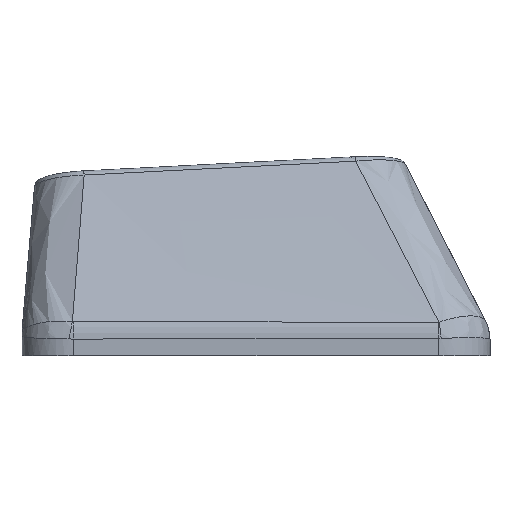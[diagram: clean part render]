
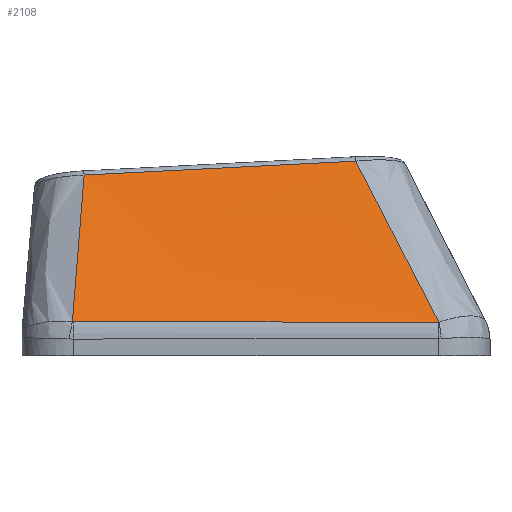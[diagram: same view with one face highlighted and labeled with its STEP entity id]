
A CAD part, left-side view. The second image highlights one B-rep face of the part: STEP entity #2108.
In plain terms, the highlighted free-form (B-spline) face has degree [3, 3] with [4, 4] control points.
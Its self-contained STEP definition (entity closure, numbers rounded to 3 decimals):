
#40=B_SPLINE_SURFACE_WITH_KNOTS('',3,3,((#5092,#5093,#5094,#5095),(#5096,
#5097,#5098,#5099),(#5100,#5101,#5102,#5103),(#5104,#5105,#5106,#5107)),
 .UNSPECIFIED.,.F.,.F.,.F.,(4,4),(4,4),(0.107,0.899),
(0.031,0.956),.UNSPECIFIED.);
#222=FACE_OUTER_BOUND('',#326,.T.);
#326=EDGE_LOOP('',(#1863,#1864,#1865,#1866,#1867,#1868));
#660=B_SPLINE_CURVE_WITH_KNOTS('',3,(#4518,#4519,#4520,#4521),
 .UNSPECIFIED.,.F.,.F.,(4,4),(0.,0.003),
 .UNSPECIFIED.);
#661=B_SPLINE_CURVE_WITH_KNOTS('',3,(#4539,#4540,#4541,#4542),
 .UNSPECIFIED.,.F.,.F.,(4,4),(-1.416,0.),.UNSPECIFIED.);
#664=B_SPLINE_CURVE_WITH_KNOTS('',3,(#4572,#4573,#4574,#4575),
 .UNSPECIFIED.,.F.,.F.,(4,4),(0.,0.004),.UNSPECIFIED.);
#675=B_SPLINE_CURVE_WITH_KNOTS('',3,(#4802,#4803,#4804,#4805),
 .UNSPECIFIED.,.F.,.F.,(4,4),(0.025,0.785),
 .UNSPECIFIED.);
#683=B_SPLINE_CURVE_WITH_KNOTS('',3,(#5032,#5033,#5034,#5035),
 .UNSPECIFIED.,.F.,.F.,(4,4),(0.,1.056),.UNSPECIFIED.);
#686=B_SPLINE_CURVE_WITH_KNOTS('',3,(#5108,#5109,#5110,#5111),
 .UNSPECIFIED.,.F.,.F.,(4,4),(-0.661,-0.023),
 .UNSPECIFIED.);
#928=VERTEX_POINT('',#4480);
#930=VERTEX_POINT('',#4511);
#932=VERTEX_POINT('',#4538);
#934=VERTEX_POINT('',#4565);
#950=VERTEX_POINT('',#4796);
#955=VERTEX_POINT('',#5030);
#1227=EDGE_CURVE('',#928,#930,#660,.T.);
#1228=EDGE_CURVE('',#930,#932,#661,.T.);
#1233=EDGE_CURVE('',#932,#934,#664,.T.);
#1259=EDGE_CURVE('',#950,#928,#675,.T.);
#1274=EDGE_CURVE('',#955,#950,#683,.T.);
#1278=EDGE_CURVE('',#934,#955,#686,.T.);
#1863=ORIENTED_EDGE('',*,*,#1227,.F.);
#1864=ORIENTED_EDGE('',*,*,#1259,.F.);
#1865=ORIENTED_EDGE('',*,*,#1274,.F.);
#1866=ORIENTED_EDGE('',*,*,#1278,.F.);
#1867=ORIENTED_EDGE('',*,*,#1233,.F.);
#1868=ORIENTED_EDGE('',*,*,#1228,.F.);
#2108=ADVANCED_FACE('',(#222),#40,.F.);
#4480=CARTESIAN_POINT('',(-8.943,-7.107,0.299));
#4511=CARTESIAN_POINT('',(-8.944,-7.079,0.298));
#4518=CARTESIAN_POINT('Ctrl Pts',(-8.943,-7.107,0.299));
#4519=CARTESIAN_POINT('Ctrl Pts',(-8.944,-7.098,0.298));
#4520=CARTESIAN_POINT('Ctrl Pts',(-8.944,-7.088,0.298));
#4521=CARTESIAN_POINT('Ctrl Pts',(-8.944,-7.079,0.298));
#4538=CARTESIAN_POINT('',(-8.921,7.082,0.318));
#4539=CARTESIAN_POINT('Ctrl Pts',(-8.944,-7.079,0.298));
#4540=CARTESIAN_POINT('Ctrl Pts',(-8.937,-2.359,0.304));
#4541=CARTESIAN_POINT('Ctrl Pts',(-8.929,2.361,0.311));
#4542=CARTESIAN_POINT('Ctrl Pts',(-8.921,7.082,0.318));
#4565=CARTESIAN_POINT('',(-8.919,7.125,0.322));
#4572=CARTESIAN_POINT('Ctrl Pts',(-8.921,7.082,0.318));
#4573=CARTESIAN_POINT('Ctrl Pts',(-8.921,7.096,0.318));
#4574=CARTESIAN_POINT('Ctrl Pts',(-8.92,7.111,0.319));
#4575=CARTESIAN_POINT('Ctrl Pts',(-8.919,7.125,0.322));
#4796=CARTESIAN_POINT('',(-6.065,-3.872,6.549));
#4802=CARTESIAN_POINT('Ctrl Pts',(-6.065,-3.872,6.549));
#4803=CARTESIAN_POINT('Ctrl Pts',(-7.027,-4.953,4.467));
#4804=CARTESIAN_POINT('Ctrl Pts',(-7.986,-6.03,2.384));
#4805=CARTESIAN_POINT('Ctrl Pts',(-8.943,-7.107,0.299));
#5030=CARTESIAN_POINT('',(-6.069,6.671,6.009));
#5032=CARTESIAN_POINT('Ctrl Pts',(-6.069,6.671,6.009));
#5033=CARTESIAN_POINT('Ctrl Pts',(-6.068,3.156,6.189));
#5034=CARTESIAN_POINT('Ctrl Pts',(-6.066,-0.358,
6.368));
#5035=CARTESIAN_POINT('Ctrl Pts',(-6.065,-3.872,6.549));
#5092=CARTESIAN_POINT('Ctrl Pts',(-6.065,7.032,6.));
#5093=CARTESIAN_POINT('Ctrl Pts',(-7.025,7.063,4.09));
#5094=CARTESIAN_POINT('Ctrl Pts',(-7.984,7.095,2.181));
#5095=CARTESIAN_POINT('Ctrl Pts',(-8.944,7.126,0.272));
#5096=CARTESIAN_POINT('Ctrl Pts',(-6.065,3.271,6.189));
#5097=CARTESIAN_POINT('Ctrl Pts',(-7.025,2.975,4.219));
#5098=CARTESIAN_POINT('Ctrl Pts',(-7.984,2.678,2.25));
#5099=CARTESIAN_POINT('Ctrl Pts',(-8.944,2.382,0.28));
#5100=CARTESIAN_POINT('Ctrl Pts',(-6.065,-0.49,
6.378));
#5101=CARTESIAN_POINT('Ctrl Pts',(-7.025,-1.114,4.349));
#5102=CARTESIAN_POINT('Ctrl Pts',(-7.984,-1.738,2.319));
#5103=CARTESIAN_POINT('Ctrl Pts',(-8.944,-2.363,0.289));
#5104=CARTESIAN_POINT('Ctrl Pts',(-6.065,-4.25,6.568));
#5105=CARTESIAN_POINT('Ctrl Pts',(-7.025,-5.203,4.478));
#5106=CARTESIAN_POINT('Ctrl Pts',(-7.984,-6.155,2.388));
#5107=CARTESIAN_POINT('Ctrl Pts',(-8.944,-7.107,0.298));
#5108=CARTESIAN_POINT('Ctrl Pts',(-8.919,7.125,0.322));
#5109=CARTESIAN_POINT('Ctrl Pts',(-7.967,6.971,2.217));
#5110=CARTESIAN_POINT('Ctrl Pts',(-7.016,6.819,4.112));
#5111=CARTESIAN_POINT('Ctrl Pts',(-6.069,6.671,6.009));
